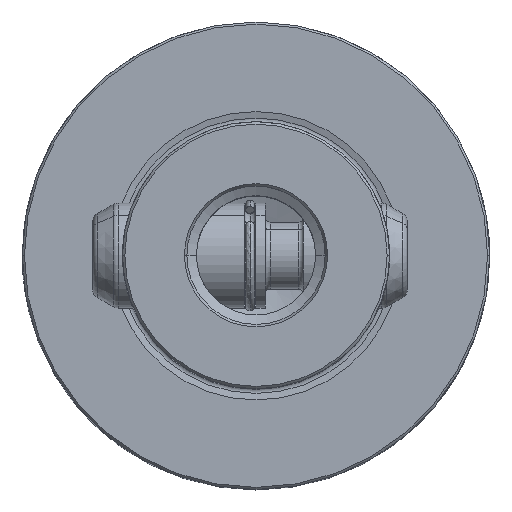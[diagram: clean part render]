
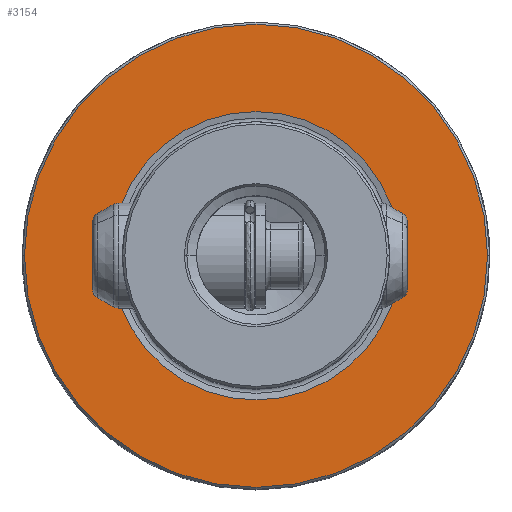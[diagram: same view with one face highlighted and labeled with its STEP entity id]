
A CAD part, top view. The second image highlights one B-rep face of the part: STEP entity #3154.
In plain terms, the highlighted planar face has unit normal (0, 0, 1).
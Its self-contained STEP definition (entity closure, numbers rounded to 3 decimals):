
#1640=VERTEX_POINT('NONE',#4628);
#2390=EDGE_CURVE('NONE',#2628,#2560,#5459,.T.);
#2560=VERTEX_POINT('NONE',#5641);
#2628=VERTEX_POINT('NONE',#5714);
#3154=ADVANCED_FACE('NONE',(#6315,#6316),#6317,.T.);
#3846=VERTEX_POINT('NONE',#7092);
#4010=EDGE_CURVE('NONE',#1640,#3846,#7275,.T.);
#4042=EDGE_CURVE('NONE',#2560,#2628,#7309,.T.);
#4086=EDGE_CURVE('NONE',#3846,#1640,#7357,.T.);
#4628=CARTESIAN_POINT('',(-15.112,0.,0.0));
#5459=CIRCLE('',#9446,24.275);
#5641=CARTESIAN_POINT('',(-24.275,0.,0.0));
#5714=CARTESIAN_POINT('',(24.275,0.,0.0));
#6315=FACE_OUTER_BOUND('',#10824,.T.);
#6316=FACE_BOUND('',#10825,.T.);
#6317=PLANE('',#10826);
#7092=CARTESIAN_POINT('',(15.112,0.,0.0));
#7275=CIRCLE('',#12263,15.112);
#7309=CIRCLE('',#12317,24.275);
#7357=CIRCLE('',#12383,15.112);
#9446=AXIS2_PLACEMENT_3D('',#14335,#14336,#14337);
#10824=EDGE_LOOP('',(#15421,#15422));
#10825=EDGE_LOOP('',(#15423,#15424));
#10826=AXIS2_PLACEMENT_3D('',#15425,#15426,#15427);
#12263=AXIS2_PLACEMENT_3D('',#16630,#16631,#16632);
#12317=AXIS2_PLACEMENT_3D('',#16675,#16676,#16677);
#12383=AXIS2_PLACEMENT_3D('',#16729,#16730,#16731);
#14335=CARTESIAN_POINT('',(0.0,0.0,0.0));
#14336=DIRECTION('',(0.0,0.0,-1.0));
#14337=DIRECTION('',(0.,1.0,0.0));
#15421=ORIENTED_EDGE('',*,*,#4042,.F.);
#15422=ORIENTED_EDGE('',*,*,#2390,.F.);
#15423=ORIENTED_EDGE('',*,*,#4086,.F.);
#15424=ORIENTED_EDGE('',*,*,#4010,.F.);
#15425=CARTESIAN_POINT('',(-14.0,0.0,0.0));
#15426=DIRECTION('',(0.0,-0.0,1.0));
#15427=DIRECTION('',(0.0,1.0,0.0));
#16630=CARTESIAN_POINT('',(0.0,0.0,0.0));
#16631=DIRECTION('',(0.0,-0.0,1.0));
#16632=DIRECTION('',(0.0,1.0,0.0));
#16675=CARTESIAN_POINT('',(0.0,0.0,0.0));
#16676=DIRECTION('',(0.0,0.0,-1.0));
#16677=DIRECTION('',(0.0,1.0,0.0));
#16729=CARTESIAN_POINT('',(0.0,0.0,0.0));
#16730=DIRECTION('',(0.0,-0.0,1.0));
#16731=DIRECTION('',(0.0,1.0,0.0));
